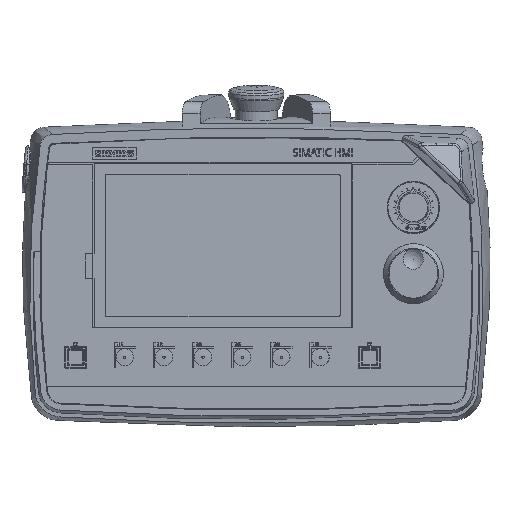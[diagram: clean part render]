
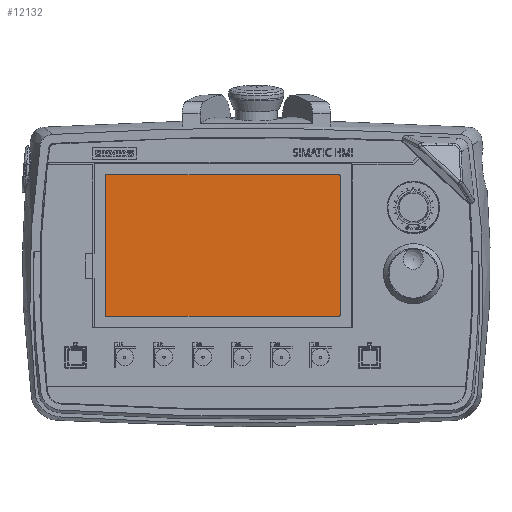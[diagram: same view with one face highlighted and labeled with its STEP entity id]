
A CAD part, top view. The second image highlights one B-rep face of the part: STEP entity #12132.
In plain terms, the highlighted face is planar.
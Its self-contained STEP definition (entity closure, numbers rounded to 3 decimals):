
#10828=FACE_OUTER_BOUND('',#14888,.T.);
#12132=ADVANCED_FACE('',(#10828),#13403,.T.);
#13403=PLANE('',#39319);
#14888=EDGE_LOOP('',(#23889,#23890,#23891,#23892,#23893,#23894,#23895,#23896));
#16225=LINE('',#48169,#19004);
#16227=LINE('',#48172,#19006);
#16229=LINE('',#48175,#19008);
#16231=LINE('',#48178,#19010);
#19004=VECTOR('',#41027,1.);
#19006=VECTOR('',#41031,1.);
#19008=VECTOR('',#41035,1.);
#19010=VECTOR('',#41039,1.);
#23889=ORIENTED_EDGE('',*,*,#32604,.T.);
#23890=ORIENTED_EDGE('',*,*,#32389,.T.);
#23891=ORIENTED_EDGE('',*,*,#32610,.T.);
#23892=ORIENTED_EDGE('',*,*,#32385,.T.);
#23893=ORIENTED_EDGE('',*,*,#32608,.T.);
#23894=ORIENTED_EDGE('',*,*,#32381,.T.);
#23895=ORIENTED_EDGE('',*,*,#32606,.T.);
#23896=ORIENTED_EDGE('',*,*,#32393,.T.);
#29287=VERTEX_POINT('',#47458);
#29288=VERTEX_POINT('',#47459);
#29291=VERTEX_POINT('',#47467);
#29292=VERTEX_POINT('',#47468);
#29295=VERTEX_POINT('',#47476);
#29296=VERTEX_POINT('',#47477);
#29299=VERTEX_POINT('',#47485);
#29300=VERTEX_POINT('',#47486);
#32381=EDGE_CURVE('',#29287,#29288,#36545,.T.);
#32385=EDGE_CURVE('',#29291,#29292,#36547,.T.);
#32389=EDGE_CURVE('',#29295,#29296,#36549,.T.);
#32393=EDGE_CURVE('',#29299,#29300,#36551,.T.);
#32604=EDGE_CURVE('',#29300,#29295,#16225,.T.);
#32606=EDGE_CURVE('',#29288,#29299,#16227,.T.);
#32608=EDGE_CURVE('',#29292,#29287,#16229,.T.);
#32610=EDGE_CURVE('',#29296,#29291,#16231,.T.);
#36545=CIRCLE('',#38721,1.);
#36547=CIRCLE('',#38724,1.);
#36549=CIRCLE('',#38727,1.);
#36551=CIRCLE('',#38730,1.);
#38721=AXIS2_PLACEMENT_3D('',#47457,#40717,#40718);
#38724=AXIS2_PLACEMENT_3D('',#47466,#40725,#40726);
#38727=AXIS2_PLACEMENT_3D('',#47475,#40733,#40734);
#38730=AXIS2_PLACEMENT_3D('',#47484,#40741,#40742);
#39319=AXIS2_PLACEMENT_3D('',#50735,#42711,#42712);
#40717=DIRECTION('',(0.,-1.,0.));
#40718=DIRECTION('',(1.,0.,0.));
#40725=DIRECTION('',(0.,-1.,0.));
#40726=DIRECTION('',(1.,0.,0.));
#40733=DIRECTION('',(0.,-1.,0.));
#40734=DIRECTION('',(1.,0.,0.));
#40741=DIRECTION('',(0.,-1.,0.));
#40742=DIRECTION('',(1.,0.,0.));
#41027=DIRECTION('',(0.,0.,-1.));
#41031=DIRECTION('',(-1.,0.,0.));
#41035=DIRECTION('',(0.,0.,1.));
#41039=DIRECTION('',(1.,0.,0.));
#42711=DIRECTION('',(0.,-1.,0.));
#42712=DIRECTION('',(0.,0.,-1.));
#47457=CARTESIAN_POINT('',(184.747,-15.892,159.998));
#47458=CARTESIAN_POINT('',(185.747,-15.892,159.998));
#47459=CARTESIAN_POINT('',(184.747,-15.892,160.998));
#47466=CARTESIAN_POINT('',(184.747,-15.892,69.098));
#47467=CARTESIAN_POINT('',(184.747,-15.892,68.098));
#47468=CARTESIAN_POINT('',(185.747,-15.892,69.098));
#47475=CARTESIAN_POINT('',(32.847,-15.892,69.098));
#47476=CARTESIAN_POINT('',(31.847,-15.892,69.098));
#47477=CARTESIAN_POINT('',(32.847,-15.892,68.098));
#47484=CARTESIAN_POINT('',(32.847,-15.892,159.998));
#47485=CARTESIAN_POINT('',(32.847,-15.892,160.998));
#47486=CARTESIAN_POINT('',(31.847,-15.892,159.998));
#48169=CARTESIAN_POINT('',(31.847,-15.892,159.998));
#48172=CARTESIAN_POINT('',(184.747,-15.892,160.998));
#48175=CARTESIAN_POINT('',(185.747,-15.892,69.098));
#48178=CARTESIAN_POINT('',(32.847,-15.892,68.098));
#50735=CARTESIAN_POINT('',(32.847,-15.892,69.098));
